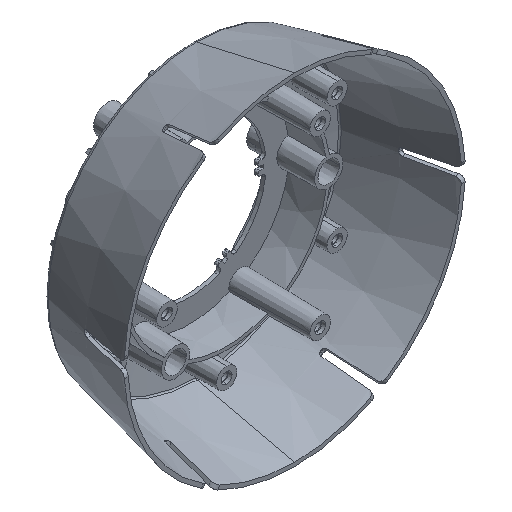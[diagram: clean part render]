
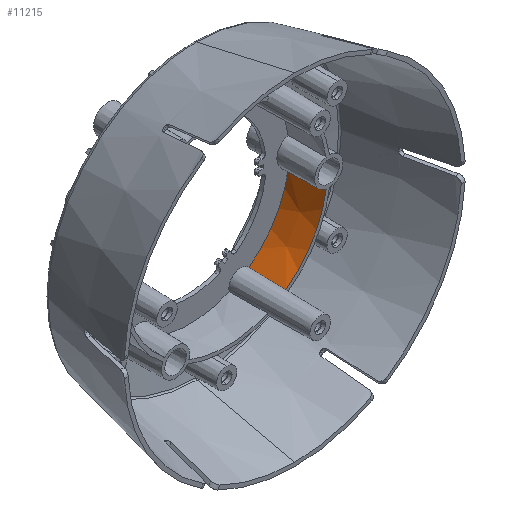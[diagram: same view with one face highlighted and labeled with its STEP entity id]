
A CAD part, isometric view. The second image highlights one B-rep face of the part: STEP entity #11215.
In plain terms, the highlighted conical face has half-angle 1 degrees and reference radius 58.81 mm.
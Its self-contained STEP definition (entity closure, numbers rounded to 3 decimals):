
#3778=CARTESIAN_POINT('',(34.836,-20.,-47.618));
#3779=CARTESIAN_POINT('',(34.842,-17.61,
-47.562));
#3780=CARTESIAN_POINT('',(34.853,-12.809,
-47.45));
#3781=CARTESIAN_POINT('',(34.868,-5.542,
-47.281));
#3782=CARTESIAN_POINT('',(34.877,-0.655,
-47.169));
#3783=CARTESIAN_POINT('',(34.881,1.8,-47.112));
#3785=CARTESIAN_POINT('',(0.,1.8,0.));
#3786=DIRECTION('',(0.,-1.,0.));
#3787=DIRECTION('',(0.595,0.,-0.804));
#3788=AXIS2_PLACEMENT_3D('',#3785,#3786,#3787);
#3790=CARTESIAN_POINT('',(58.434,-20.,-8.151));
#3791=CARTESIAN_POINT('',(58.387,-17.607,
-8.185));
#3792=CARTESIAN_POINT('',(58.293,-12.802,
-8.251));
#3793=CARTESIAN_POINT('',(58.151,-5.535,
-8.351));
#3794=CARTESIAN_POINT('',(58.055,-0.652,
-8.416));
#3795=CARTESIAN_POINT('',(58.007,1.8,-8.449));
#3797=CARTESIAN_POINT('',(0.,-20.,0.));
#3798=DIRECTION('',(0.,1.,0.));
#3799=DIRECTION('',(0.99,0.,-0.138));
#3800=AXIS2_PLACEMENT_3D('',#3797,#3798,#3799);
#7655=CARTESIAN_POINT('',(34.836,-20.,-47.618));
#7657=VERTEX_POINT('',#7655);
#7676=CARTESIAN_POINT('',(58.434,-20.,-8.151));
#7678=VERTEX_POINT('',#7676);
#7736=CARTESIAN_POINT('',(34.881,1.8,-47.112));
#7738=VERTEX_POINT('',#7736);
#7747=VERTEX_POINT('',#3795);
#11203=CARTESIAN_POINT('',(0.,-9.1,0.));
#11204=DIRECTION('',(0.,-1.,0.));
#11205=DIRECTION('',(0.,0.,1.));
#11206=AXIS2_PLACEMENT_3D('',#11203,#11204,#11205);
#11207=CONICAL_SURFACE('',#11206,58.81,1.);
#11209=ORIENTED_EDGE('',*,*,#11208,.T.);
#11210=ORIENTED_EDGE('',*,*,#10659,.T.);
#11211=ORIENTED_EDGE('',*,*,#10619,.F.);
#11212=ORIENTED_EDGE('',*,*,#10948,.T.);
#11213=EDGE_LOOP('',(#11209,#11210,#11211,#11212));
#11214=FACE_OUTER_BOUND('',#11213,.F.);
#11215=ADVANCED_FACE('',(#11214),#11207,.F.);
#3784=B_SPLINE_CURVE_WITH_KNOTS('',3,(#3778,#3779,#3780,#3781,#3782,#3783),
.UNSPECIFIED.,.F.,.F.,(4,1,1,4),(0.,0.333,0.667,1.),
.UNSPECIFIED.);
#3789=CIRCLE('',#3788,58.619);
#3796=B_SPLINE_CURVE_WITH_KNOTS('',3,(#3790,#3791,#3792,#3793,#3794,#3795),
.UNSPECIFIED.,.F.,.F.,(4,1,1,4),(0.,0.333,0.667,1.),
.UNSPECIFIED.);
#3801=CIRCLE('',#3800,59.);
#10619=EDGE_CURVE('',#7678,#7747,#3796,.T.);
#10659=EDGE_CURVE('',#7738,#7747,#3789,.T.);
#10948=EDGE_CURVE('',#7678,#7657,#3801,.T.);
#11208=EDGE_CURVE('',#7657,#7738,#3784,.T.);
